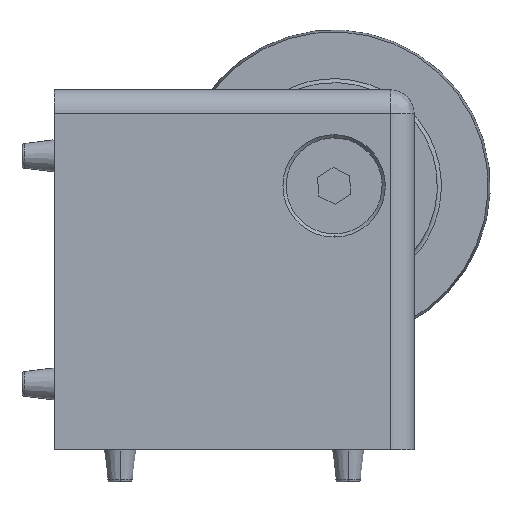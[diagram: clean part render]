
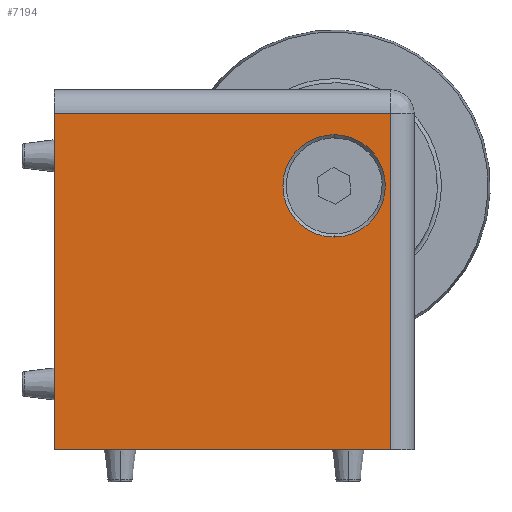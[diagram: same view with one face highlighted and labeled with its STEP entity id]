
A CAD part, left-side view. The second image highlights one B-rep face of the part: STEP entity #7194.
In plain terms, the highlighted planar face has unit normal (-1, 0, 0).
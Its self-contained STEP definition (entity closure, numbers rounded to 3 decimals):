
#137 = DIRECTION ( 'NONE',  ( 0., 0., -1. ) ) ;
#145 = CARTESIAN_POINT ( 'NONE',  ( -22.5, 22.5, 22.5 ) ) ;
#183 = CARTESIAN_POINT ( 'NONE',  ( -22.5, 22.5, 19.5 ) ) ;
#594 = LINE ( 'NONE', #2045, #9800 ) ;
#656 = CARTESIAN_POINT ( 'NONE',  ( -22.5, -12.5, 16.9 ) ) ;
#670 = ORIENTED_EDGE ( 'NONE', *, *, #5809, .F. ) ;
#703 = DIRECTION ( 'NONE',  ( 0., 0., 1. ) ) ;
#705 = DIRECTION ( 'NONE',  ( -1., 0., 0. ) ) ;
#715 = CARTESIAN_POINT ( 'NONE',  ( -22.5, -12.5, 10.5 ) ) ;
#746 = VECTOR ( 'NONE', #137, 1000. ) ;
#893 = EDGE_CURVE ( 'NONE', #7658, #9801, #6068, .T. ) ;
#1218 = VERTEX_POINT ( 'NONE', #5332 ) ;
#1734 = DIRECTION ( 'NONE',  ( 0., -1., 0. ) ) ;
#1936 = LINE ( 'NONE', #183, #2137 ) ;
#2045 = CARTESIAN_POINT ( 'NONE',  ( -22.5, -19.5, 22.5 ) ) ;
#2089 = AXIS2_PLACEMENT_3D ( 'NONE', #7294, #7217, #7211 ) ;
#2137 = VECTOR ( 'NONE', #1734, 1000. ) ;
#2283 = EDGE_CURVE ( 'NONE', #9801, #7658, #3349, .T. ) ;
#2655 = CARTESIAN_POINT ( 'NONE',  ( -22.5, 22.5, -22.5 ) ) ;
#2741 = VERTEX_POINT ( 'NONE', #2655 ) ;
#2836 = CARTESIAN_POINT ( 'NONE',  ( -22.5, -12.5, 4.1 ) ) ;
#3246 = DIRECTION ( 'NONE',  ( 0., 0., -1. ) ) ;
#3349 = CIRCLE ( 'NONE', #3742, 6.4 ) ;
#3603 = AXIS2_PLACEMENT_3D ( 'NONE', #715, #705, #703 ) ;
#3742 = AXIS2_PLACEMENT_3D ( 'NONE', #6519, #6501, #6471 ) ;
#4615 = VERTEX_POINT ( 'NONE', #7706 ) ;
#4690 = CARTESIAN_POINT ( 'NONE',  ( -22.5, -22.5, -22.5 ) ) ;
#4722 = DIRECTION ( 'NONE',  ( 0., -1., 0. ) ) ;
#5332 = CARTESIAN_POINT ( 'NONE',  ( -22.5, -19.5, -22.5 ) ) ;
#5780 = CARTESIAN_POINT ( 'NONE',  ( -22.5, -19.5, 19.5 ) ) ;
#5809 = EDGE_CURVE ( 'NONE', #7338, #1218, #594, .T. ) ;
#6068 = CIRCLE ( 'NONE', #3603, 6.4 ) ;
#6306 = ORIENTED_EDGE ( 'NONE', *, *, #9948, .T. ) ;
#6471 = DIRECTION ( 'NONE',  ( 0., 0., 1. ) ) ;
#6501 = DIRECTION ( 'NONE',  ( -1., 0., 0. ) ) ;
#6519 = CARTESIAN_POINT ( 'NONE',  ( -22.5, -12.5, 10.5 ) ) ;
#6737 = ORIENTED_EDGE ( 'NONE', *, *, #893, .F. ) ;
#6983 = ORIENTED_EDGE ( 'NONE', *, *, #2283, .F. ) ;
#7194 = ADVANCED_FACE ( 'NONE', ( #8106, #8006 ), #8071, .F. ) ;
#7211 = DIRECTION ( 'NONE',  ( 0., 1., 0. ) ) ;
#7217 = DIRECTION ( 'NONE',  ( 1., 0., 0. ) ) ;
#7294 = CARTESIAN_POINT ( 'NONE',  ( -22.5, 22.5, 22.5 ) ) ;
#7314 = EDGE_LOOP ( 'NONE', ( #670, #8636, #6306, #9811 ) ) ;
#7338 = VERTEX_POINT ( 'NONE', #5780 ) ;
#7510 = LINE ( 'NONE', #4690, #9625 ) ;
#7658 = VERTEX_POINT ( 'NONE', #2836 ) ;
#7706 = CARTESIAN_POINT ( 'NONE',  ( -22.5, 22.5, 19.5 ) ) ;
#8006 = FACE_BOUND ( 'NONE', #9820, .T. ) ;
#8071 = PLANE ( 'NONE',  #2089 ) ;
#8106 = FACE_OUTER_BOUND ( 'NONE', #7314, .T. ) ;
#8145 = EDGE_CURVE ( 'NONE', #4615, #7338, #1936, .T. ) ;
#8210 = LINE ( 'NONE', #145, #746 ) ;
#8636 = ORIENTED_EDGE ( 'NONE', *, *, #8145, .F. ) ;
#9271 = EDGE_CURVE ( 'NONE', #2741, #1218, #7510, .T. ) ;
#9625 = VECTOR ( 'NONE', #4722, 1000. ) ;
#9800 = VECTOR ( 'NONE', #3246, 1000. ) ;
#9801 = VERTEX_POINT ( 'NONE', #656 ) ;
#9811 = ORIENTED_EDGE ( 'NONE', *, *, #9271, .T. ) ;
#9820 = EDGE_LOOP ( 'NONE', ( #6983, #6737 ) ) ;
#9948 = EDGE_CURVE ( 'NONE', #4615, #2741, #8210, .T. ) ;
